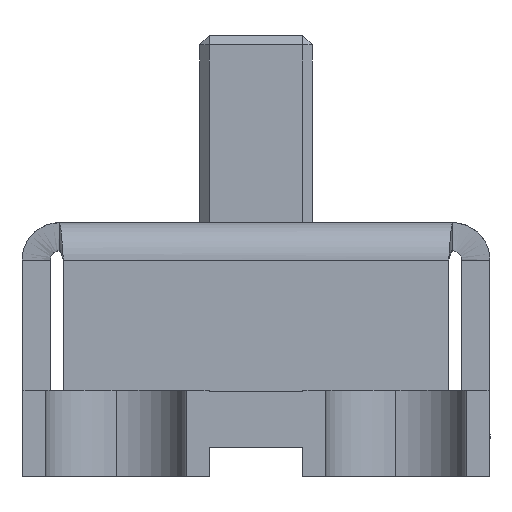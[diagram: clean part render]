
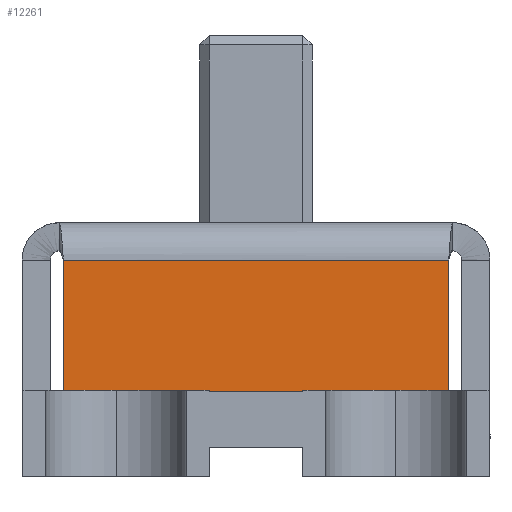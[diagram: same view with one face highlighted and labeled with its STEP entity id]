
A CAD part, left-side view. The second image highlights one B-rep face of the part: STEP entity #12261.
In plain terms, the highlighted planar face has unit normal (-1, 0, 0).
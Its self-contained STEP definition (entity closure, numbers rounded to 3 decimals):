
#351 = EDGE_CURVE ( 'NONE', #12513, #1435, #11177, .T. ) ;
#1279 = CARTESIAN_POINT ( 'NONE',  ( -5.3, 0., 0. ) ) ;
#1435 = VERTEX_POINT ( 'NONE', #18290 ) ;
#2777 = CARTESIAN_POINT ( 'NONE',  ( -5.3, -2.059, 2.1 ) ) ;
#3385 = VERTEX_POINT ( 'NONE', #4332 ) ;
#3476 = ORIENTED_EDGE ( 'NONE', *, *, #6631, .T. ) ;
#3820 = CARTESIAN_POINT ( 'NONE',  ( -5.3, -2.5, 2. ) ) ;
#4051 = DIRECTION ( 'NONE',  ( 0., 0., -1. ) ) ;
#4332 = CARTESIAN_POINT ( 'NONE',  ( -5.3, 2.059, 0.6 ) ) ;
#4575 = VERTEX_POINT ( 'NONE', #12489 ) ;
#5245 = EDGE_CURVE ( 'NONE', #12513, #3385, #14295, .T. ) ;
#5516 = FACE_OUTER_BOUND ( 'NONE', #15718, .T. ) ;
#6433 = VECTOR ( 'NONE', #4051, 1000. ) ;
#6631 = EDGE_CURVE ( 'NONE', #3385, #4575, #7814, .T. ) ;
#7814 = LINE ( 'NONE', #11867, #11402 ) ;
#9575 = ORIENTED_EDGE ( 'NONE', *, *, #13113, .F. ) ;
#10439 = DIRECTION ( 'NONE',  ( 0., -1., 0. ) ) ;
#11177 = LINE ( 'NONE', #3820, #13019 ) ;
#11402 = VECTOR ( 'NONE', #10439, 1000. ) ;
#11605 = DIRECTION ( 'NONE',  ( 0., 0., -1. ) ) ;
#11867 = CARTESIAN_POINT ( 'NONE',  ( -5.3, 0., 0.6 ) ) ;
#12261 = ADVANCED_FACE ( 'NONE', ( #5516 ), #17626, .F. ) ;
#12412 = VECTOR ( 'NONE', #18557, 1000. ) ;
#12421 = ORIENTED_EDGE ( 'NONE', *, *, #351, .F. ) ;
#12489 = CARTESIAN_POINT ( 'NONE',  ( -5.3, -2.059, 0.6 ) ) ;
#12513 = VERTEX_POINT ( 'NONE', #13575 ) ;
#13003 = LINE ( 'NONE', #2777, #6433 ) ;
#13019 = VECTOR ( 'NONE', #15926, 1000. ) ;
#13113 = EDGE_CURVE ( 'NONE', #1435, #4575, #13003, .T. ) ;
#13575 = CARTESIAN_POINT ( 'NONE',  ( -5.3, 2.059, 2. ) ) ;
#14295 = LINE ( 'NONE', #16987, #12412 ) ;
#14736 = DIRECTION ( 'NONE',  ( 1., 0., 0. ) ) ;
#15233 = AXIS2_PLACEMENT_3D ( 'NONE', #1279, #14736, #11605 ) ;
#15718 = EDGE_LOOP ( 'NONE', ( #12421, #18837, #3476, #9575 ) ) ;
#15926 = DIRECTION ( 'NONE',  ( 0., -1., 0. ) ) ;
#16987 = CARTESIAN_POINT ( 'NONE',  ( -5.3, 2.059, 0. ) ) ;
#17626 = PLANE ( 'NONE',  #15233 ) ;
#18290 = CARTESIAN_POINT ( 'NONE',  ( -5.3, -2.059, 2. ) ) ;
#18557 = DIRECTION ( 'NONE',  ( 0., 0., -1. ) ) ;
#18837 = ORIENTED_EDGE ( 'NONE', *, *, #5245, .T. ) ;
